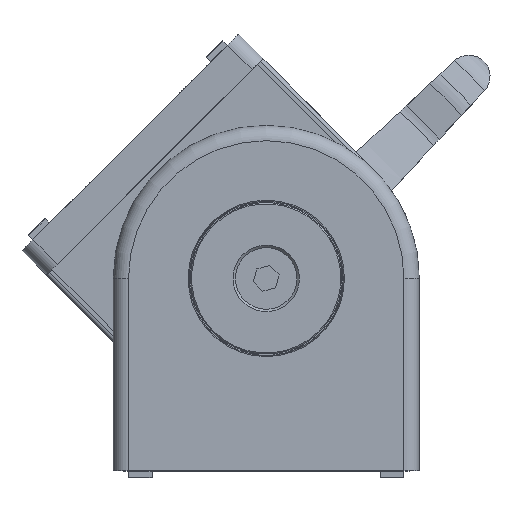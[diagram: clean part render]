
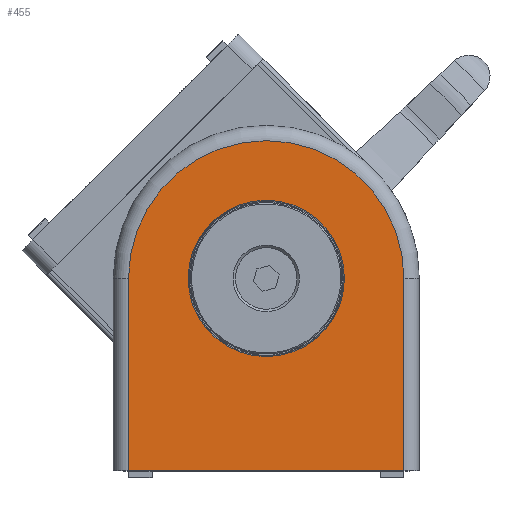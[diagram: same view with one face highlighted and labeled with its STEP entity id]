
A CAD part, top view. The second image highlights one B-rep face of the part: STEP entity #455.
In plain terms, the highlighted face is planar.
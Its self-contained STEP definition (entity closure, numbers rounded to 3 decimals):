
#455 = ADVANCED_FACE( '', ( #881, #882 ), #883, .F. );
#881 = FACE_BOUND( '', #1661, .T. );
#882 = FACE_OUTER_BOUND( '', #1662, .T. );
#883 = PLANE( '', #1663 );
#1661 = EDGE_LOOP( '', ( #2909 ) );
#1662 = EDGE_LOOP( '', ( #2910, #2911, #2912, #2913 ) );
#1663 = AXIS2_PLACEMENT_3D( '', #2914, #2915, #2916 );
#2909 = ORIENTED_EDGE( '', *, *, #5187, .F. );
#2910 = ORIENTED_EDGE( '', *, *, #5188, .T. );
#2911 = ORIENTED_EDGE( '', *, *, #5189, .T. );
#2912 = ORIENTED_EDGE( '', *, *, #5177, .F. );
#2913 = ORIENTED_EDGE( '', *, *, #5190, .T. );
#2914 = CARTESIAN_POINT( '', ( 19.9, 40., 35.8 ) );
#2915 = DIRECTION( '', ( -1., 0., 0. ) );
#2916 = DIRECTION( '', ( 0., 0., 1. ) );
#5177 = EDGE_CURVE( '', #6153, #6154, #6155, .T. );
#5187 = EDGE_CURVE( '', #6170, #6170, #6171, .F. );
#5188 = EDGE_CURVE( '', #6172, #6173, #6174, .T. );
#5189 = EDGE_CURVE( '', #6173, #6154, #6175, .T. );
#5190 = EDGE_CURVE( '', #6153, #6172, #6176, .T. );
#6153 = VERTEX_POINT( '', #7668 );
#6154 = VERTEX_POINT( '', #7669 );
#6155 = LINE( '', #7670, #7671 );
#6170 = VERTEX_POINT( '', #7692 );
#6171 = CIRCLE( '', #7693, 20.319 );
#6172 = VERTEX_POINT( '', #7694 );
#6173 = VERTEX_POINT( '', #7695 );
#6174 = LINE( '', #7696, #7697 );
#6175 = LINE( '', #7698, #7699 );
#6176 = CIRCLE( '', #7700, 35.8 );
#7668 = CARTESIAN_POINT( '', ( 19.9, 0., -35.8 ) );
#7669 = CARTESIAN_POINT( '', ( 19.9, -50., -35.8 ) );
#7670 = CARTESIAN_POINT( '', ( 19.9, 40., -35.8 ) );
#7671 = VECTOR( '', #9673, 1000. );
#7692 = CARTESIAN_POINT( '', ( 19.9, 0., 20.319 ) );
#7693 = AXIS2_PLACEMENT_3D( '', #9689, #9690, #9691 );
#7694 = CARTESIAN_POINT( '', ( 19.9, 0., 35.8 ) );
#7695 = CARTESIAN_POINT( '', ( 19.9, -50., 35.8 ) );
#7696 = CARTESIAN_POINT( '', ( 19.9, 40., 35.8 ) );
#7697 = VECTOR( '', #9692, 1000. );
#7698 = CARTESIAN_POINT( '', ( 19.9, -50., 35.8 ) );
#7699 = VECTOR( '', #9693, 1000. );
#7700 = AXIS2_PLACEMENT_3D( '', #9694, #9695, #9696 );
#9673 = DIRECTION( '', ( 0., -1., 0. ) );
#9689 = CARTESIAN_POINT( '', ( 19.9, 0., 0. ) );
#9690 = DIRECTION( '', ( -1., 0., 0. ) );
#9691 = DIRECTION( '', ( 0., 0., 1. ) );
#9692 = DIRECTION( '', ( 0., -1., 0. ) );
#9693 = DIRECTION( '', ( 0., 0., -1. ) );
#9694 = CARTESIAN_POINT( '', ( 19.9, 0., 0. ) );
#9695 = DIRECTION( '', ( 1., 0., 0. ) );
#9696 = DIRECTION( '', ( 0., 0., -1. ) );
